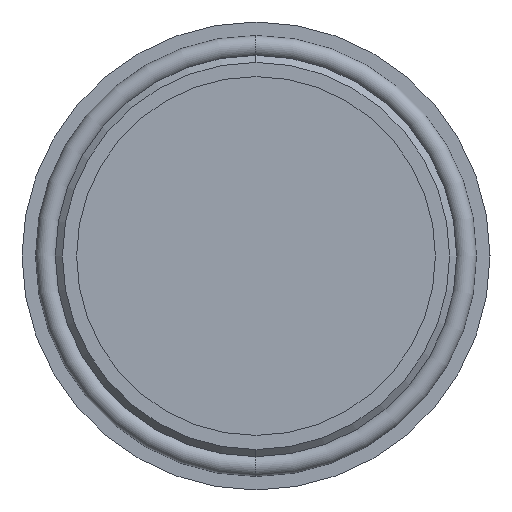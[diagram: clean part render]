
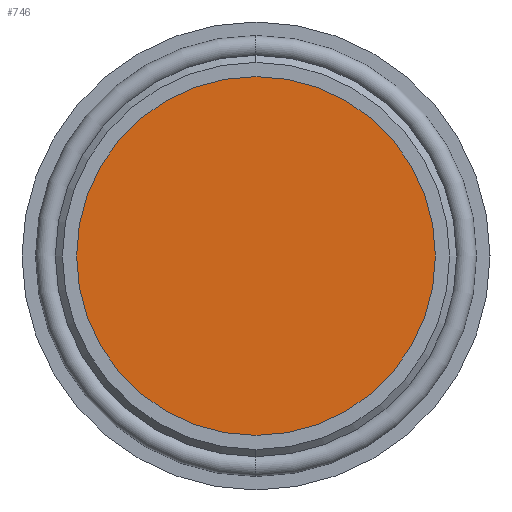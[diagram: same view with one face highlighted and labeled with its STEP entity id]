
A CAD part, front view. The second image highlights one B-rep face of the part: STEP entity #746.
In plain terms, the highlighted planar face has unit normal (0, -1, 0).
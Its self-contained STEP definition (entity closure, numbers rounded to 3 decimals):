
#21 = AXIS2_PLACEMENT_3D ( 'NONE', #409, #408, #407 ) ;
#48 = AXIS2_PLACEMENT_3D ( 'NONE', #218, #217, #216 ) ;
#52 = FACE_OUTER_BOUND ( 'NONE', #596, .T. ) ;
#117 = AXIS2_PLACEMENT_3D ( 'NONE', #312, #311, #310 ) ;
#216 = DIRECTION ( 'NONE',  ( 0., 0., -1. ) ) ;
#217 = DIRECTION ( 'NONE',  ( 0., -1., 0. ) ) ;
#218 = CARTESIAN_POINT ( 'NONE',  ( -12.65, -2.5, 0. ) ) ;
#219 = PLANE ( 'NONE',  #48 ) ;
#310 = DIRECTION ( 'NONE',  ( 0., 0., 1. ) ) ;
#311 = DIRECTION ( 'NONE',  ( 0., 1., 0. ) ) ;
#312 = CARTESIAN_POINT ( 'NONE',  ( 0., -2.5, 0. ) ) ;
#407 = DIRECTION ( 'NONE',  ( 0., 0., 1. ) ) ;
#408 = DIRECTION ( 'NONE',  ( 0., 1., 0. ) ) ;
#409 = CARTESIAN_POINT ( 'NONE',  ( 0., -2.5, 0. ) ) ;
#465 = CARTESIAN_POINT ( 'NONE',  ( 0., -2.5, 12.65 ) ) ;
#466 = CARTESIAN_POINT ( 'NONE',  ( 0., -2.5, -12.65 ) ) ;
#540 = ORIENTED_EDGE ( 'NONE', *, *, #717, .F. ) ;
#542 = ORIENTED_EDGE ( 'NONE', *, *, #685, .F. ) ;
#596 = EDGE_LOOP ( 'NONE', ( #540, #542 ) ) ;
#608 = VERTEX_POINT ( 'NONE', #466 ) ;
#609 = VERTEX_POINT ( 'NONE', #465 ) ;
#650 = CIRCLE ( 'NONE', #117, 12.65 ) ;
#671 = CIRCLE ( 'NONE', #21, 12.65 ) ;
#685 = EDGE_CURVE ( 'NONE', #608, #609, #671, .T. ) ;
#717 = EDGE_CURVE ( 'NONE', #609, #608, #650, .T. ) ;
#746 = ADVANCED_FACE ( 'NONE', ( #52 ), #219, .T. ) ;
